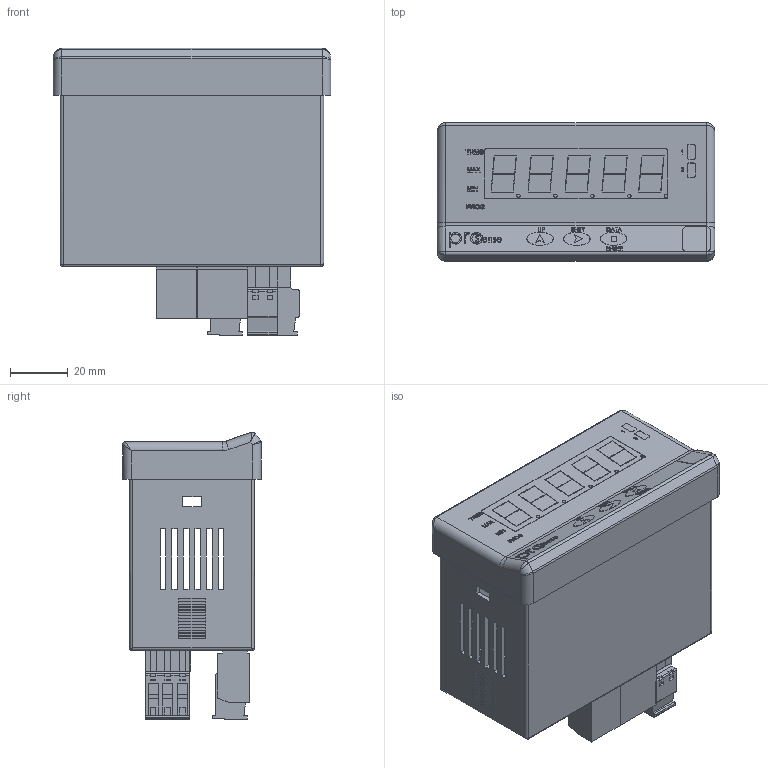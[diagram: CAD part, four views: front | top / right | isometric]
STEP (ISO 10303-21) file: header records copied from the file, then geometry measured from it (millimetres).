
FILE_DESCRIPTION (( 'STEP AP214' ), '1' );
FILE_NAME ('DPM3-E-H B1 Coord a.STEP', '2019-09-19T16:17:59', ( '' ), ( '' ), 'SwSTEP 2.0', 'SolidWorks 2017', '' );
FILE_SCHEMA (( 'AUTOMOTIVE_DESIGN' ));
Length unit declared in the file: inch
Products named in the file (1): DPM3-E-H B1 Coord a
Bounding box: 96 x 48 x 99.47 mm (x, y, z)
Volume: 88344.2 mm3; surface area: 64407.8 mm2
Topology: 10 solids, 10 shells, 2235 faces, 5835 edges, 3849 vertices
Faces by surface type: plane 1701, cylinder 303, bspline 213, cone 16, torus 2
Entity records: 106463 total; most frequent: CARTESIAN_POINT 23167, ORIENTED_EDGE 11650, DIRECTION 10033, EDGE_CURVE 5825, VECTOR 4811, LINE 4811, VERTEX_POINT 3849, AXIS2_PLACEMENT_3D 2611
